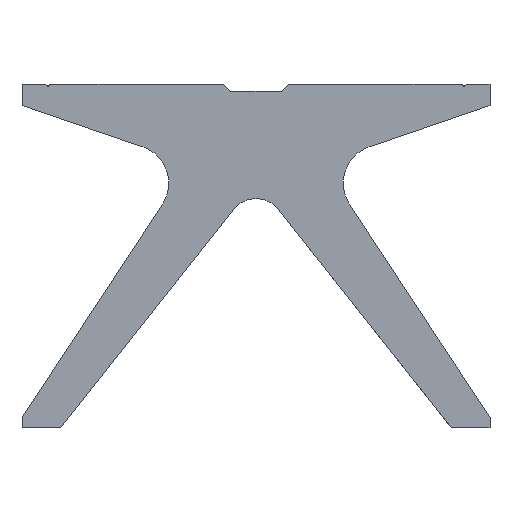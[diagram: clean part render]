
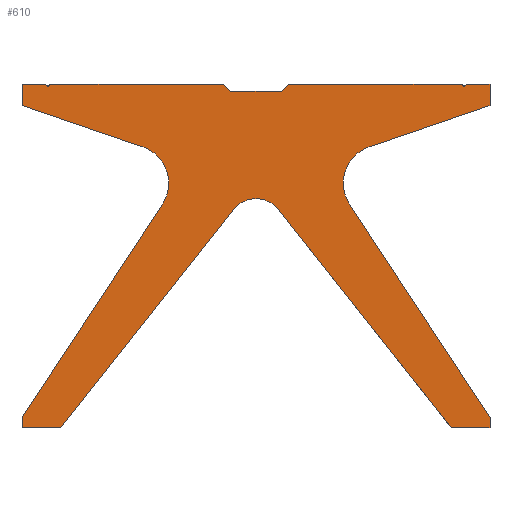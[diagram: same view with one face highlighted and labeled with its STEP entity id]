
A CAD part, left-side view. The second image highlights one B-rep face of the part: STEP entity #610.
In plain terms, the highlighted planar face has unit normal (-1, 0, 0).
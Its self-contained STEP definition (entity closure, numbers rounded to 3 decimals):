
#230=CARTESIAN_POINT('Vertex',(0.,431.8,720.)) ;
#233=CARTESIAN_POINT('Line Origine',(0.,249.892,720.)) ;
#237=CARTESIAN_POINT('Vertex',(0.,67.984,720.)) ;
#392=CARTESIAN_POINT('Line Origine',(0.,60.484,712.5)) ;
#396=CARTESIAN_POINT('Vertex',(0.,52.984,705.)) ;
#411=CARTESIAN_POINT('Axis2P3D Location',(0.,0.,0.)) ;
#416=CARTESIAN_POINT('Line Origine',(0.,465.,720.)) ;
#420=CARTESIAN_POINT('Vertex',(0.,440.,720.)) ;
#422=CARTESIAN_POINT('Vertex',(0.,490.,720.)) ;
#425=CARTESIAN_POINT('Line Origine',(0.,490.,697.5)) ;
#429=CARTESIAN_POINT('Vertex',(0.,490.,675.)) ;
#432=CARTESIAN_POINT('Line Origine',(0.,363.404,631.71)) ;
#436=CARTESIAN_POINT('Vertex',(0.,236.809,588.42)) ;
#439=CARTESIAN_POINT('Axis2P3D Location',(0.,262.694,512.723)) ;
#443=CARTESIAN_POINT('Vertex',(0.,195.876,468.731)) ;
#446=CARTESIAN_POINT('Line Origine',(0.,342.938,245.365)) ;
#450=CARTESIAN_POINT('Vertex',(0.,490.,22.)) ;
#453=CARTESIAN_POINT('Line Origine',(0.,490.,11.)) ;
#457=CARTESIAN_POINT('Vertex',(0.,490.,0.)) ;
#460=CARTESIAN_POINT('Line Origine',(0.,449.351,0.)) ;
#464=CARTESIAN_POINT('Vertex',(0.,408.702,0.)) ;
#467=CARTESIAN_POINT('Line Origine',(0.,227.684,228.71)) ;
#471=CARTESIAN_POINT('Vertex',(0.,46.667,457.421)) ;
#474=CARTESIAN_POINT('Axis2P3D Location',(0.,0.,420.485)) ;
#478=CARTESIAN_POINT('Vertex',(0.,0.,480.)) ;
#481=CARTESIAN_POINT('Axis2P3D Location',(0.,0.,420.485)) ;
#485=CARTESIAN_POINT('Vertex',(0.,-46.667,457.421)) ;
#488=CARTESIAN_POINT('Line Origine',(0.,-227.684,228.71)) ;
#492=CARTESIAN_POINT('Vertex',(0.,-408.702,0.)) ;
#495=CARTESIAN_POINT('Line Origine',(0.,-449.351,0.)) ;
#499=CARTESIAN_POINT('Vertex',(0.,-490.,0.)) ;
#502=CARTESIAN_POINT('Line Origine',(0.,-490.,11.)) ;
#506=CARTESIAN_POINT('Vertex',(0.,-490.,22.)) ;
#509=CARTESIAN_POINT('Line Origine',(0.,-342.938,245.365)) ;
#513=CARTESIAN_POINT('Vertex',(0.,-195.876,468.731)) ;
#516=CARTESIAN_POINT('Axis2P3D Location',(0.,-262.694,512.723)) ;
#520=CARTESIAN_POINT('Vertex',(0.,-236.809,588.42)) ;
#523=CARTESIAN_POINT('Line Origine',(0.,-363.404,631.71)) ;
#527=CARTESIAN_POINT('Vertex',(0.,-490.,675.)) ;
#530=CARTESIAN_POINT('Line Origine',(0.,-490.,697.5)) ;
#534=CARTESIAN_POINT('Vertex',(0.,-490.,720.)) ;
#537=CARTESIAN_POINT('Line Origine',(0.,-465.,720.)) ;
#541=CARTESIAN_POINT('Vertex',(0.,-440.,720.)) ;
#544=CARTESIAN_POINT('Axis2P3D Location',(0.,-435.9,720.)) ;
#548=CARTESIAN_POINT('Vertex',(0.,-431.8,720.)) ;
#551=CARTESIAN_POINT('Line Origine',(0.,-249.892,720.)) ;
#555=CARTESIAN_POINT('Vertex',(0.,-67.984,720.)) ;
#558=CARTESIAN_POINT('Line Origine',(0.,-60.484,712.5)) ;
#562=CARTESIAN_POINT('Vertex',(0.,-52.984,705.)) ;
#565=CARTESIAN_POINT('Line Origine',(0.,-26.492,705.)) ;
#569=CARTESIAN_POINT('Vertex',(0.,0.,705.)) ;
#572=CARTESIAN_POINT('Line Origine',(0.,26.492,705.)) ;
#577=CARTESIAN_POINT('Axis2P3D Location',(0.,435.9,720.)) ;
#234=DIRECTION('Vector Direction',(0.,1.,0.)) ;
#393=DIRECTION('Vector Direction',(0.,0.707,0.707)) ;
#412=DIRECTION('Axis2P3D Direction',(1.,0.,0.)) ;
#413=DIRECTION('Axis2P3D XDirection',(0.,1.,0.)) ;
#417=DIRECTION('Vector Direction',(0.,-1.,0.)) ;
#426=DIRECTION('Vector Direction',(0.,0.,-1.)) ;
#433=DIRECTION('Vector Direction',(0.,-0.946,-0.324)) ;
#440=DIRECTION('Axis2P3D Direction',(1.,0.,0.)) ;
#447=DIRECTION('Vector Direction',(0.,-0.55,0.835)) ;
#454=DIRECTION('Vector Direction',(0.,0.,1.)) ;
#461=DIRECTION('Vector Direction',(0.,-1.,0.)) ;
#468=DIRECTION('Vector Direction',(0.,-0.621,0.784)) ;
#475=DIRECTION('Axis2P3D Direction',(1.,0.,0.)) ;
#482=DIRECTION('Axis2P3D Direction',(1.,0.,0.)) ;
#489=DIRECTION('Vector Direction',(0.,0.621,0.784)) ;
#496=DIRECTION('Vector Direction',(0.,1.,0.)) ;
#503=DIRECTION('Vector Direction',(0.,0.,1.)) ;
#510=DIRECTION('Vector Direction',(0.,0.55,0.835)) ;
#517=DIRECTION('Axis2P3D Direction',(1.,0.,0.)) ;
#524=DIRECTION('Vector Direction',(0.,0.946,-0.324)) ;
#531=DIRECTION('Vector Direction',(0.,0.,-1.)) ;
#538=DIRECTION('Vector Direction',(0.,1.,0.)) ;
#545=DIRECTION('Axis2P3D Direction',(1.,0.,0.)) ;
#552=DIRECTION('Vector Direction',(0.,-1.,0.)) ;
#559=DIRECTION('Vector Direction',(0.,-0.707,0.707)) ;
#566=DIRECTION('Vector Direction',(0.,-1.,0.)) ;
#573=DIRECTION('Vector Direction',(0.,1.,0.)) ;
#578=DIRECTION('Axis2P3D Direction',(1.,0.,0.)) ;
#414=AXIS2_PLACEMENT_3D('Plane Axis2P3D',#411,#412,#413) ;
#441=AXIS2_PLACEMENT_3D('Circle Axis2P3D',#439,#440,$) ;
#476=AXIS2_PLACEMENT_3D('Circle Axis2P3D',#474,#475,$) ;
#483=AXIS2_PLACEMENT_3D('Circle Axis2P3D',#481,#482,$) ;
#518=AXIS2_PLACEMENT_3D('Circle Axis2P3D',#516,#517,$) ;
#546=AXIS2_PLACEMENT_3D('Circle Axis2P3D',#544,#545,$) ;
#579=AXIS2_PLACEMENT_3D('Circle Axis2P3D',#577,#578,$) ;
#583=ORIENTED_EDGE('',*,*,#424,.T.) ;
#584=ORIENTED_EDGE('',*,*,#431,.F.) ;
#585=ORIENTED_EDGE('',*,*,#438,.F.) ;
#586=ORIENTED_EDGE('',*,*,#445,.F.) ;
#587=ORIENTED_EDGE('',*,*,#452,.F.) ;
#588=ORIENTED_EDGE('',*,*,#459,.F.) ;
#589=ORIENTED_EDGE('',*,*,#466,.F.) ;
#590=ORIENTED_EDGE('',*,*,#473,.F.) ;
#591=ORIENTED_EDGE('',*,*,#480,.F.) ;
#592=ORIENTED_EDGE('',*,*,#487,.F.) ;
#593=ORIENTED_EDGE('',*,*,#494,.F.) ;
#594=ORIENTED_EDGE('',*,*,#501,.F.) ;
#595=ORIENTED_EDGE('',*,*,#508,.F.) ;
#596=ORIENTED_EDGE('',*,*,#515,.F.) ;
#597=ORIENTED_EDGE('',*,*,#522,.F.) ;
#598=ORIENTED_EDGE('',*,*,#529,.F.) ;
#599=ORIENTED_EDGE('',*,*,#536,.F.) ;
#600=ORIENTED_EDGE('',*,*,#543,.T.) ;
#601=ORIENTED_EDGE('',*,*,#550,.F.) ;
#602=ORIENTED_EDGE('',*,*,#557,.F.) ;
#603=ORIENTED_EDGE('',*,*,#564,.F.) ;
#604=ORIENTED_EDGE('',*,*,#571,.F.) ;
#605=ORIENTED_EDGE('',*,*,#576,.F.) ;
#606=ORIENTED_EDGE('',*,*,#398,.F.) ;
#607=ORIENTED_EDGE('',*,*,#239,.F.) ;
#608=ORIENTED_EDGE('',*,*,#581,.F.) ;
#235=VECTOR('Line Direction',#234,1.) ;
#394=VECTOR('Line Direction',#393,1.) ;
#418=VECTOR('Line Direction',#417,1.) ;
#427=VECTOR('Line Direction',#426,1.) ;
#434=VECTOR('Line Direction',#433,1.) ;
#448=VECTOR('Line Direction',#447,1.) ;
#455=VECTOR('Line Direction',#454,1.) ;
#462=VECTOR('Line Direction',#461,1.) ;
#469=VECTOR('Line Direction',#468,1.) ;
#490=VECTOR('Line Direction',#489,1.) ;
#497=VECTOR('Line Direction',#496,1.) ;
#504=VECTOR('Line Direction',#503,1.) ;
#511=VECTOR('Line Direction',#510,1.) ;
#525=VECTOR('Line Direction',#524,1.) ;
#532=VECTOR('Line Direction',#531,1.) ;
#539=VECTOR('Line Direction',#538,1.) ;
#553=VECTOR('Line Direction',#552,1.) ;
#560=VECTOR('Line Direction',#559,1.) ;
#567=VECTOR('Line Direction',#566,1.) ;
#574=VECTOR('Line Direction',#573,1.) ;
#610=ADVANCED_FACE('Corps principal',(#609),#415,.F.) ;
#442=CIRCLE('generated circle',#441,80.) ;
#477=CIRCLE('generated circle',#476,59.515) ;
#484=CIRCLE('generated circle',#483,59.515) ;
#519=CIRCLE('generated circle',#518,80.) ;
#547=CIRCLE('generated circle',#546,4.1) ;
#580=CIRCLE('generated circle',#579,4.1) ;
#239=EDGE_CURVE('',#231,#238,#236,.F.) ;
#398=EDGE_CURVE('',#238,#397,#395,.F.) ;
#424=EDGE_CURVE('',#421,#423,#419,.F.) ;
#431=EDGE_CURVE('',#430,#423,#428,.F.) ;
#438=EDGE_CURVE('',#437,#430,#435,.F.) ;
#445=EDGE_CURVE('',#444,#437,#442,.F.) ;
#452=EDGE_CURVE('',#451,#444,#449,.T.) ;
#459=EDGE_CURVE('',#458,#451,#456,.T.) ;
#466=EDGE_CURVE('',#465,#458,#463,.F.) ;
#473=EDGE_CURVE('',#472,#465,#470,.F.) ;
#480=EDGE_CURVE('',#479,#472,#477,.F.) ;
#487=EDGE_CURVE('',#486,#479,#484,.F.) ;
#494=EDGE_CURVE('',#493,#486,#491,.T.) ;
#501=EDGE_CURVE('',#500,#493,#498,.T.) ;
#508=EDGE_CURVE('',#507,#500,#505,.F.) ;
#515=EDGE_CURVE('',#514,#507,#512,.F.) ;
#522=EDGE_CURVE('',#521,#514,#519,.F.) ;
#529=EDGE_CURVE('',#528,#521,#526,.T.) ;
#536=EDGE_CURVE('',#535,#528,#533,.T.) ;
#543=EDGE_CURVE('',#535,#542,#540,.T.) ;
#550=EDGE_CURVE('',#549,#542,#547,.F.) ;
#557=EDGE_CURVE('',#556,#549,#554,.T.) ;
#564=EDGE_CURVE('',#563,#556,#561,.T.) ;
#571=EDGE_CURVE('',#570,#563,#568,.T.) ;
#576=EDGE_CURVE('',#397,#570,#575,.F.) ;
#581=EDGE_CURVE('',#421,#231,#580,.F.) ;
#582=EDGE_LOOP('',(#583,#584,#585,#586,#587,#588,#589,#590,#591,#592,#593,#594,#595,#596,#597,#598,#599,#600,#601,#602,#603,#604,#605,#606,#607,#608)) ;
#609=FACE_OUTER_BOUND('',#582,.T.) ;
#236=LINE('Line',#233,#235) ;
#395=LINE('Line',#392,#394) ;
#419=LINE('Line',#416,#418) ;
#428=LINE('Line',#425,#427) ;
#435=LINE('Line',#432,#434) ;
#449=LINE('Line',#446,#448) ;
#456=LINE('Line',#453,#455) ;
#463=LINE('Line',#460,#462) ;
#470=LINE('Line',#467,#469) ;
#491=LINE('Line',#488,#490) ;
#498=LINE('Line',#495,#497) ;
#505=LINE('Line',#502,#504) ;
#512=LINE('Line',#509,#511) ;
#526=LINE('Line',#523,#525) ;
#533=LINE('Line',#530,#532) ;
#540=LINE('Line',#537,#539) ;
#554=LINE('Line',#551,#553) ;
#561=LINE('Line',#558,#560) ;
#568=LINE('Line',#565,#567) ;
#575=LINE('Line',#572,#574) ;
#415=PLANE('Plane',#414) ;
#231=VERTEX_POINT('',#230) ;
#238=VERTEX_POINT('',#237) ;
#397=VERTEX_POINT('',#396) ;
#421=VERTEX_POINT('',#420) ;
#423=VERTEX_POINT('',#422) ;
#430=VERTEX_POINT('',#429) ;
#437=VERTEX_POINT('',#436) ;
#444=VERTEX_POINT('',#443) ;
#451=VERTEX_POINT('',#450) ;
#458=VERTEX_POINT('',#457) ;
#465=VERTEX_POINT('',#464) ;
#472=VERTEX_POINT('',#471) ;
#479=VERTEX_POINT('',#478) ;
#486=VERTEX_POINT('',#485) ;
#493=VERTEX_POINT('',#492) ;
#500=VERTEX_POINT('',#499) ;
#507=VERTEX_POINT('',#506) ;
#514=VERTEX_POINT('',#513) ;
#521=VERTEX_POINT('',#520) ;
#528=VERTEX_POINT('',#527) ;
#535=VERTEX_POINT('',#534) ;
#542=VERTEX_POINT('',#541) ;
#549=VERTEX_POINT('',#548) ;
#556=VERTEX_POINT('',#555) ;
#563=VERTEX_POINT('',#562) ;
#570=VERTEX_POINT('',#569) ;
